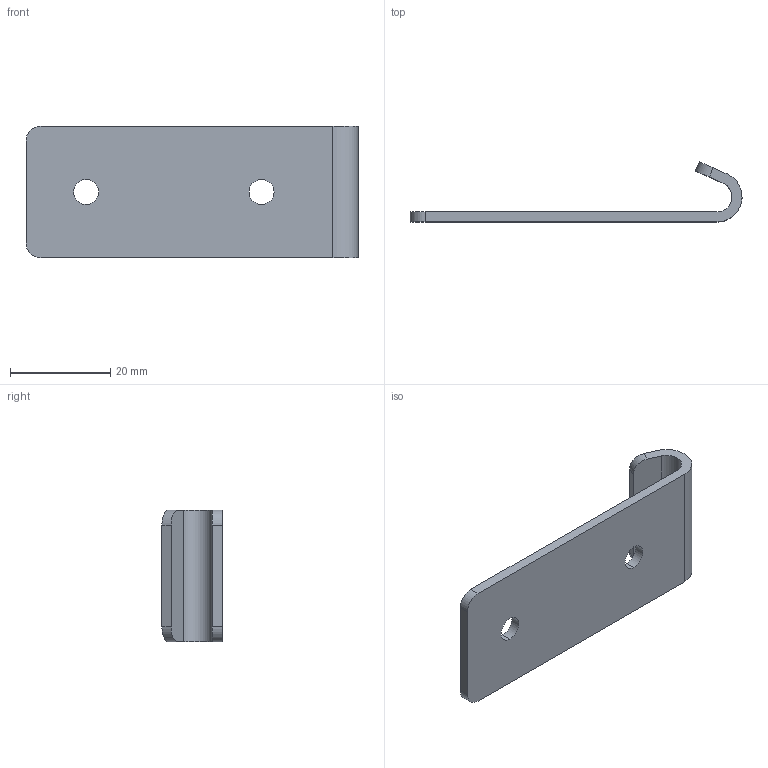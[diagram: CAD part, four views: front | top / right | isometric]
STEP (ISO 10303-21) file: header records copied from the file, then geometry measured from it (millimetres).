
FILE_DESCRIPTION (( 'STEP AP214' ), '1' );
FILE_NAME ('03785-Hold Down Latch Strike Black 67mm.STEP', '2018-09-25T03:53:38', ( '' ), ( '' ), 'SwSTEP 2.0', 'SolidWorks 2018', '' );
FILE_SCHEMA (( 'AUTOMOTIVE_DESIGN' ));
Length unit declared in the file: millimetre
Products named in the file (1): 03785-Hold Down Latch Strike Black 67mm
Bounding box: 66.25 x 12 x 26.3 mm (x, y, z)
Volume: 4008.6 mm3; surface area: 4541.7 mm2
Topology: 1 solids, 1 shells, 282 faces, 762 edges, 508 vertices
Faces by surface type: plane 157, bspline 115, cylinder 10
Entity records: 15302 total; most frequent: CARTESIAN_POINT 8932, ORIENTED_EDGE 1524, DIRECTION 888, EDGE_CURVE 762, VECTOR 512, LINE 512, VERTEX_POINT 508, EDGE_LOOP 312
